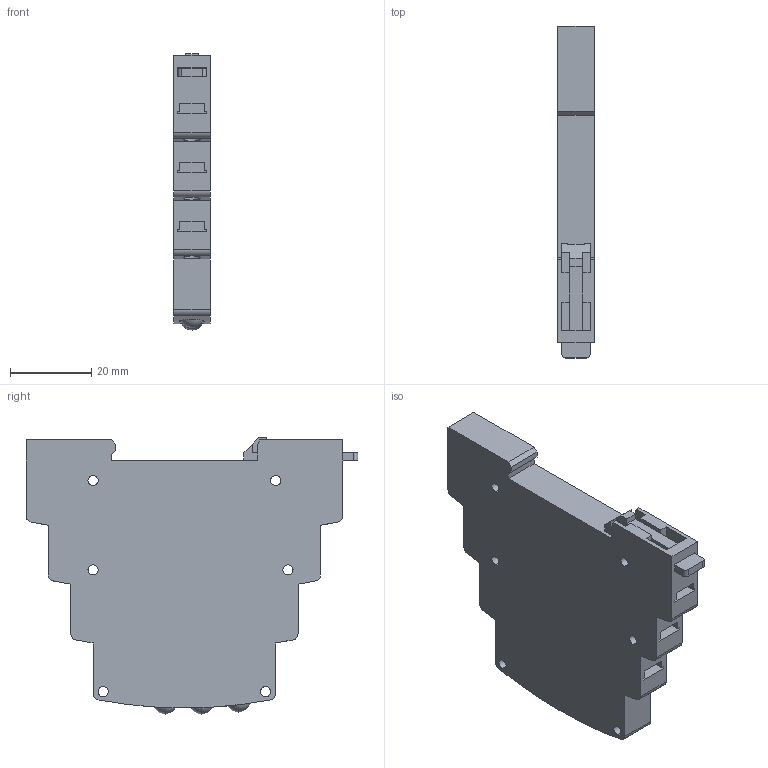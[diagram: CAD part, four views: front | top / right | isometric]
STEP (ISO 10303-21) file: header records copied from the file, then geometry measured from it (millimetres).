
FILE_DESCRIPTION (( 'STEP AP203' ), '1' );
FILE_NAME ('Èíäèêàòîð ôàç ËÑÔ-47 EKF PROxima.STEP', '2016-11-11T13:11:37', ( '' ), ( '' ), 'SwSTEP 2.0', 'SolidWorks 2014', '' );
FILE_SCHEMA (( 'CONFIG_CONTROL_DESIGN' ));
Length unit declared in the file: millimetre
Products named in the file (4): Èíäèêàòîð ôàç ËÑÔ-47 EKF PROxima(1); çàìîê2; øëÿïêà âèíòà(01); Èíäèêàòîð ôàç ËÑÔ-47 EKF PROxima
Assembly tree (8 placements, depth 2):
  Èíäèêàòîð ôàç ËÑÔ-47 EKF PROxima
    Èíäèêàòîð ôàç ËÑÔ-47 EKF PROxima(1)
    çàìîê2
    øëÿïêà âèíòà(01)  x6
Bounding box: 9 x 81.75 x 68 mm (x, y, z)
Volume: 34407.6 mm3; surface area: 12786.9 mm2
Topology: 8 solids, 8 shells, 266 faces, 713 edges, 473 vertices
Faces by surface type: plane 206, cylinder 54, sphere 6
Entity records: 6517 total; most frequent: CARTESIAN_POINT 1249, ORIENTED_EDGE 990, DIRECTION 951, EDGE_CURVE 495, VECTOR 397, LINE 397, VERTEX_POINT 329, AXIS2_PLACEMENT_3D 277
